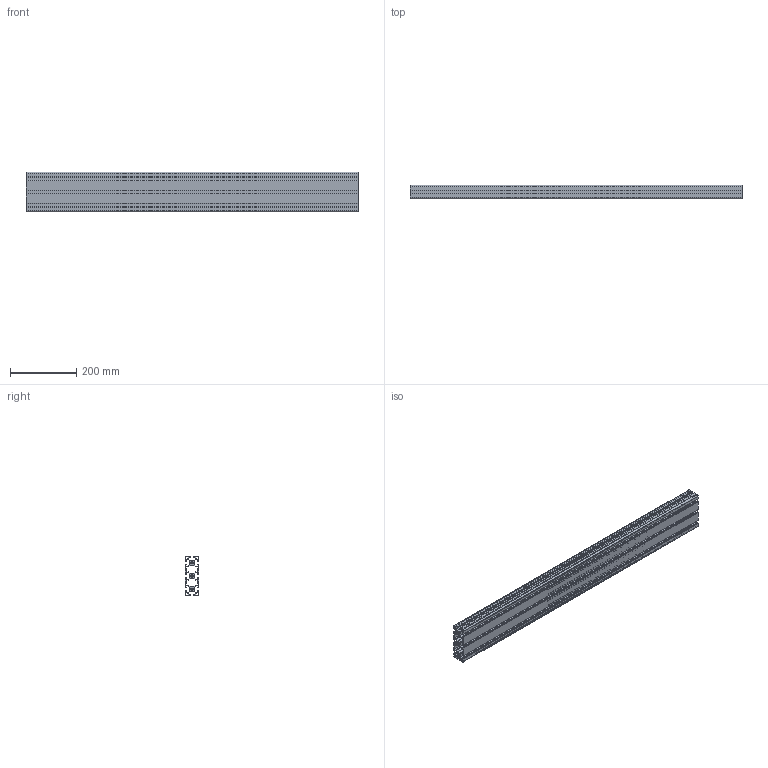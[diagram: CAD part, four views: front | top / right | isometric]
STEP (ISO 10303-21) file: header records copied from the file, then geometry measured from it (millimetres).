
FILE_DESCRIPTION(('STEP AP214'), '1');
FILE_NAME('HL40120W', '', ('UNSPECIFIED'), ('UNSPECIFIED'), 'ASCON STEP Converter 1.6', 'ASCON Math Kernel', '');
FILE_SCHEMA(('AUTOMOTIVE_DESIGN { 1 0 10303 214 3 1 1}'));
Length unit declared in the file: millimetre
Bounding box: 1000 x 40 x 120 mm (x, y, z)
Volume: 1461703.2 mm3; surface area: 1103203.1 mm2
Topology: 1 solids, 1 shells, 380 faces, 1134 edges, 756 vertices
Faces by surface type: plane 190, cylinder 190
Full cylindrical faces by diameter (mm): 6.8 x3
Entity records: 15983 total; most frequent: DIRECTION 2273, CARTESIAN_POINT 2268, ORIENTED_EDGE 2262, EDGE_CURVE 1131, AXIS2_PLACEMENT_3D 761, VERTEX_POINT 756, LINE 751, VECTOR 751
